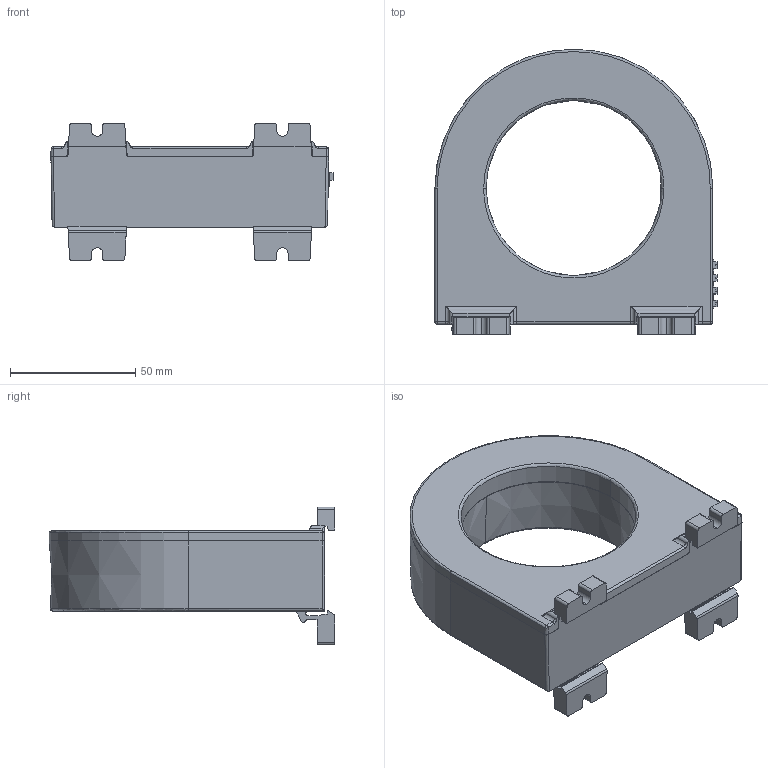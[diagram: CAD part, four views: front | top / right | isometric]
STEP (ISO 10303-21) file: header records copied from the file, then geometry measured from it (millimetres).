
FILE_DESCRIPTION (( 'STEP AP214' ), '1' );
FILE_NAME ('ND5015-070-61.STEP', '2025-06-02T17:57:31', ( '' ), ( '' ), 'SwSTEP 2.0', 'SolidWorks 2024', '' );
FILE_SCHEMA (( 'AUTOMOTIVE_DESIGN' ));
Length unit declared in the file: inch
Products named in the file (1): ND5015-070-61
Bounding box: 112.76 x 114.1 x 55 mm (x, y, z)
Volume: 228706.2 mm3; surface area: 48831.4 mm2
Topology: 1 solids, 1 shells, 395 faces, 1097 edges, 716 vertices
Faces by surface type: plane 254, cylinder 112, cone 16, bspline 13
Entity records: 13083 total; most frequent: CARTESIAN_POINT 3235, ORIENTED_EDGE 2194, DIRECTION 1897, EDGE_CURVE 1097, VECTOR 777, LINE 777, VERTEX_POINT 716, AXIS2_PLACEMENT_3D 560
